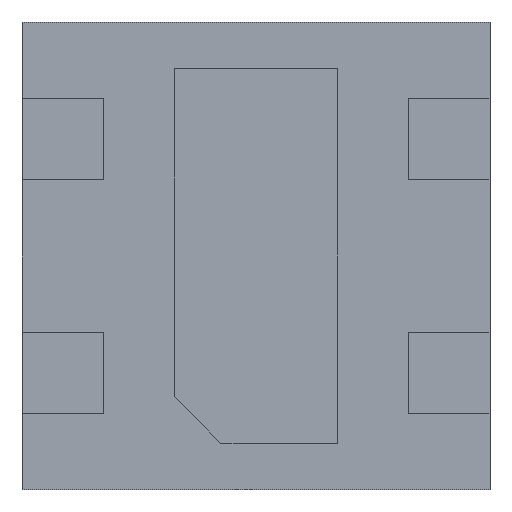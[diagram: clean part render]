
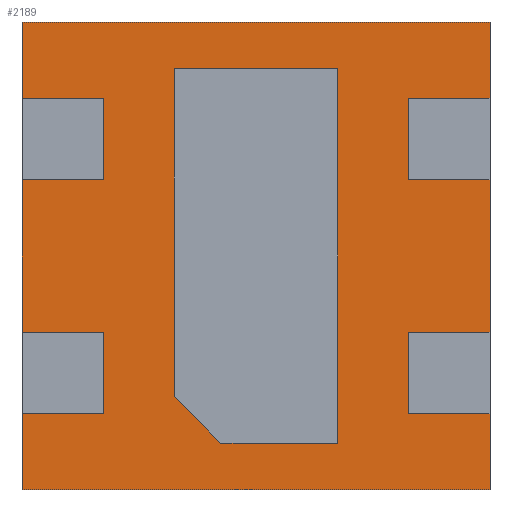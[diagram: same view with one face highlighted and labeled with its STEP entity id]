
A CAD part, front view. The second image highlights one B-rep face of the part: STEP entity #2189.
In plain terms, the highlighted planar face has unit normal (0, -1, 0).
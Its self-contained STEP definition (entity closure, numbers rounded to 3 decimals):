
#13=FACE_BOUND('',#310,.T.);
#185=FACE_OUTER_BOUND('',#309,.T.);
#309=EDGE_LOOP('',(#1866,#1867,#1868,#1869,#1870,#1871,#1872,#1873,#1874,
#1875,#1876,#1877,#1878,#1879,#1880,#1881,#1882,#1883,#1884,#1885));
#310=EDGE_LOOP('',(#1886,#1887,#1888,#1889,#1890));
#507=LINE('',#3332,#789);
#513=LINE('',#3343,#795);
#514=LINE('',#3345,#796);
#523=LINE('',#3365,#805);
#525=LINE('',#3369,#807);
#531=LINE('',#3380,#813);
#538=LINE('',#3396,#820);
#541=LINE('',#3401,#823);
#543=LINE('',#3405,#825);
#545=LINE('',#3409,#827);
#546=LINE('',#3411,#828);
#555=LINE('',#3431,#837);
#557=LINE('',#3435,#839);
#563=LINE('',#3446,#845);
#572=LINE('',#3466,#854);
#574=LINE('',#3470,#856);
#580=LINE('',#3481,#862);
#581=LINE('',#3483,#863);
#582=LINE('',#3485,#864);
#586=LINE('',#3492,#868);
#587=LINE('',#3494,#869);
#588=LINE('',#3496,#870);
#589=LINE('',#3497,#871);
#590=LINE('',#3499,#872);
#591=LINE('',#3500,#873);
#789=VECTOR('',#2722,1000.);
#795=VECTOR('',#2732,1000.);
#796=VECTOR('',#2735,1000.);
#805=VECTOR('',#2750,1000.);
#807=VECTOR('',#2754,1000.);
#813=VECTOR('',#2764,1000.);
#820=VECTOR('',#2775,1000.);
#823=VECTOR('',#2780,1000.);
#825=VECTOR('',#2784,1000.);
#827=VECTOR('',#2788,1000.);
#828=VECTOR('',#2791,1000.);
#837=VECTOR('',#2806,1000.);
#839=VECTOR('',#2810,1000.);
#845=VECTOR('',#2820,1000.);
#854=VECTOR('',#2835,1000.);
#856=VECTOR('',#2839,1000.);
#862=VECTOR('',#2849,1000.);
#863=VECTOR('',#2852,1000.);
#864=VECTOR('',#2853,1000.);
#868=VECTOR('',#2857,1000.);
#869=VECTOR('',#2860,1000.);
#870=VECTOR('',#2861,1000.);
#871=VECTOR('',#2862,1000.);
#872=VECTOR('',#2863,1000.);
#873=VECTOR('',#2864,1000.);
#1017=VERTEX_POINT('',#3329);
#1018=VERTEX_POINT('',#3331);
#1020=VERTEX_POINT('',#3339);
#1021=VERTEX_POINT('',#3341);
#1028=VERTEX_POINT('',#3362);
#1029=VERTEX_POINT('',#3364);
#1030=VERTEX_POINT('',#3368);
#1033=VERTEX_POINT('',#3378);
#1039=VERTEX_POINT('',#3393);
#1040=VERTEX_POINT('',#3395);
#1041=VERTEX_POINT('',#3399);
#1042=VERTEX_POINT('',#3403);
#1043=VERTEX_POINT('',#3407);
#1050=VERTEX_POINT('',#3428);
#1051=VERTEX_POINT('',#3430);
#1052=VERTEX_POINT('',#3434);
#1055=VERTEX_POINT('',#3444);
#1062=VERTEX_POINT('',#3463);
#1063=VERTEX_POINT('',#3465);
#1064=VERTEX_POINT('',#3469);
#1067=VERTEX_POINT('',#3479);
#1068=VERTEX_POINT('',#3484);
#1071=VERTEX_POINT('',#3490);
#1072=VERTEX_POINT('',#3495);
#1073=VERTEX_POINT('',#3498);
#1273=EDGE_CURVE('',#1018,#1017,#507,.T.);
#1279=EDGE_CURVE('',#1020,#1021,#513,.T.);
#1280=EDGE_CURVE('',#1021,#1018,#514,.T.);
#1289=EDGE_CURVE('',#1029,#1028,#523,.T.);
#1291=EDGE_CURVE('',#1028,#1030,#525,.T.);
#1297=EDGE_CURVE('',#1033,#1029,#531,.T.);
#1304=EDGE_CURVE('',#1040,#1039,#538,.T.);
#1307=EDGE_CURVE('',#1039,#1041,#541,.T.);
#1309=EDGE_CURVE('',#1041,#1042,#543,.T.);
#1311=EDGE_CURVE('',#1042,#1043,#545,.T.);
#1312=EDGE_CURVE('',#1043,#1040,#546,.T.);
#1321=EDGE_CURVE('',#1051,#1050,#555,.T.);
#1323=EDGE_CURVE('',#1050,#1052,#557,.T.);
#1329=EDGE_CURVE('',#1055,#1051,#563,.T.);
#1338=EDGE_CURVE('',#1063,#1062,#572,.T.);
#1340=EDGE_CURVE('',#1062,#1064,#574,.T.);
#1346=EDGE_CURVE('',#1067,#1063,#580,.T.);
#1347=EDGE_CURVE('',#1064,#1055,#581,.T.);
#1348=EDGE_CURVE('',#1068,#1067,#582,.T.);
#1352=EDGE_CURVE('',#1052,#1071,#586,.T.);
#1353=EDGE_CURVE('',#1030,#1020,#587,.T.);
#1354=EDGE_CURVE('',#1017,#1072,#588,.T.);
#1355=EDGE_CURVE('',#1072,#1068,#589,.T.);
#1356=EDGE_CURVE('',#1071,#1073,#590,.T.);
#1357=EDGE_CURVE('',#1073,#1033,#591,.T.);
#1866=ORIENTED_EDGE('',*,*,#1353,.T.);
#1867=ORIENTED_EDGE('',*,*,#1279,.T.);
#1868=ORIENTED_EDGE('',*,*,#1280,.T.);
#1869=ORIENTED_EDGE('',*,*,#1273,.T.);
#1870=ORIENTED_EDGE('',*,*,#1354,.T.);
#1871=ORIENTED_EDGE('',*,*,#1355,.T.);
#1872=ORIENTED_EDGE('',*,*,#1348,.T.);
#1873=ORIENTED_EDGE('',*,*,#1346,.T.);
#1874=ORIENTED_EDGE('',*,*,#1338,.T.);
#1875=ORIENTED_EDGE('',*,*,#1340,.T.);
#1876=ORIENTED_EDGE('',*,*,#1347,.T.);
#1877=ORIENTED_EDGE('',*,*,#1329,.T.);
#1878=ORIENTED_EDGE('',*,*,#1321,.T.);
#1879=ORIENTED_EDGE('',*,*,#1323,.T.);
#1880=ORIENTED_EDGE('',*,*,#1352,.T.);
#1881=ORIENTED_EDGE('',*,*,#1356,.T.);
#1882=ORIENTED_EDGE('',*,*,#1357,.T.);
#1883=ORIENTED_EDGE('',*,*,#1297,.T.);
#1884=ORIENTED_EDGE('',*,*,#1289,.T.);
#1885=ORIENTED_EDGE('',*,*,#1291,.T.);
#1886=ORIENTED_EDGE('',*,*,#1311,.T.);
#1887=ORIENTED_EDGE('',*,*,#1312,.T.);
#1888=ORIENTED_EDGE('',*,*,#1304,.T.);
#1889=ORIENTED_EDGE('',*,*,#1307,.T.);
#1890=ORIENTED_EDGE('',*,*,#1309,.T.);
#2065=PLANE('',#2344);
#2189=ADVANCED_FACE('',(#185,#13),#2065,.F.);
#2344=AXIS2_PLACEMENT_3D('',#3493,#2858,#2859);
#2722=DIRECTION('',(1.,0.,0.));
#2732=DIRECTION('',(-1.,0.,0.));
#2735=DIRECTION('',(0.,0.,1.));
#2750=DIRECTION('',(0.,0.,1.));
#2754=DIRECTION('',(1.,0.,0.));
#2764=DIRECTION('',(-1.,0.,0.));
#2775=DIRECTION('',(-1.,0.,0.));
#2780=DIRECTION('',(-0.707,0.,0.707));
#2784=DIRECTION('',(0.,0.,1.));
#2788=DIRECTION('',(1.,0.,0.));
#2791=DIRECTION('',(0.,0.,-1.));
#2806=DIRECTION('',(0.,0.,-1.));
#2810=DIRECTION('',(-1.,0.,0.));
#2820=DIRECTION('',(1.,0.,0.));
#2835=DIRECTION('',(0.,0.,-1.));
#2839=DIRECTION('',(-1.,0.,0.));
#2849=DIRECTION('',(1.,0.,0.));
#2852=DIRECTION('',(0.,0.,-1.));
#2853=DIRECTION('',(0.,0.,-1.));
#2857=DIRECTION('',(0.,0.,-1.));
#2858=DIRECTION('center_axis',(0.,1.,0.));
#2859=DIRECTION('ref_axis',(0.,0.,1.));
#2860=DIRECTION('',(0.,0.,1.));
#2861=DIRECTION('',(0.,0.,1.));
#2862=DIRECTION('',(-1.,0.,0.));
#2863=DIRECTION('',(1.,0.,0.));
#2864=DIRECTION('',(0.,0.,1.));
#3329=CARTESIAN_POINT('',(2.,0.,1.675));
#3331=CARTESIAN_POINT('',(1.65,0.,1.675));
#3332=CARTESIAN_POINT('',(41.25,0.,1.675));
#3339=CARTESIAN_POINT('',(2.,0.,1.325));
#3341=CARTESIAN_POINT('',(1.65,0.,1.325));
#3343=CARTESIAN_POINT('',(41.25,0.,1.325));
#3345=CARTESIAN_POINT('',(1.65,0.,45.8));
#3362=CARTESIAN_POINT('',(1.65,0.,0.675));
#3364=CARTESIAN_POINT('',(1.65,0.,0.325));
#3365=CARTESIAN_POINT('',(1.65,0.,45.8));
#3368=CARTESIAN_POINT('',(2.,0.,0.675));
#3369=CARTESIAN_POINT('',(41.25,0.,0.675));
#3378=CARTESIAN_POINT('',(2.,0.,0.325));
#3380=CARTESIAN_POINT('',(41.25,0.,0.325));
#3393=CARTESIAN_POINT('',(0.85,0.,0.2));
#3395=CARTESIAN_POINT('',(1.35,0.,0.2));
#3396=CARTESIAN_POINT('',(41.25,0.,0.2));
#3399=CARTESIAN_POINT('',(0.65,0.,0.4));
#3401=CARTESIAN_POINT('',(-1.75,0.,2.8));
#3403=CARTESIAN_POINT('',(0.65,0.,1.8));
#3405=CARTESIAN_POINT('',(0.65,0.,45.8));
#3407=CARTESIAN_POINT('',(1.35,0.,1.8));
#3409=CARTESIAN_POINT('',(41.25,0.,1.8));
#3411=CARTESIAN_POINT('',(1.35,0.,45.8));
#3428=CARTESIAN_POINT('',(0.35,0.,0.325));
#3430=CARTESIAN_POINT('',(0.35,0.,0.675));
#3431=CARTESIAN_POINT('',(0.35,0.,45.8));
#3434=CARTESIAN_POINT('',(0.,0.,0.325));
#3435=CARTESIAN_POINT('',(41.25,0.,0.325));
#3444=CARTESIAN_POINT('',(0.,0.,0.675));
#3446=CARTESIAN_POINT('',(41.25,0.,0.675));
#3463=CARTESIAN_POINT('',(0.35,0.,1.325));
#3465=CARTESIAN_POINT('',(0.35,0.,1.675));
#3466=CARTESIAN_POINT('',(0.35,0.,45.8));
#3469=CARTESIAN_POINT('',(0.,0.,1.325));
#3470=CARTESIAN_POINT('',(41.25,0.,1.325));
#3479=CARTESIAN_POINT('',(0.,0.,1.675));
#3481=CARTESIAN_POINT('',(41.25,0.,1.675));
#3483=CARTESIAN_POINT('',(0.,0.,2.));
#3484=CARTESIAN_POINT('',(0.,0.,2.));
#3485=CARTESIAN_POINT('',(0.,0.,2.));
#3490=CARTESIAN_POINT('',(0.,0.,0.));
#3492=CARTESIAN_POINT('',(0.,0.,2.));
#3493=CARTESIAN_POINT('Origin',(41.25,0.,45.8));
#3494=CARTESIAN_POINT('',(2.,0.,2.));
#3495=CARTESIAN_POINT('',(2.,0.,2.));
#3496=CARTESIAN_POINT('',(2.,0.,2.));
#3497=CARTESIAN_POINT('',(0.,0.,2.));
#3498=CARTESIAN_POINT('',(2.,0.,0.));
#3499=CARTESIAN_POINT('',(0.,0.,0.));
#3500=CARTESIAN_POINT('',(2.,0.,2.));
